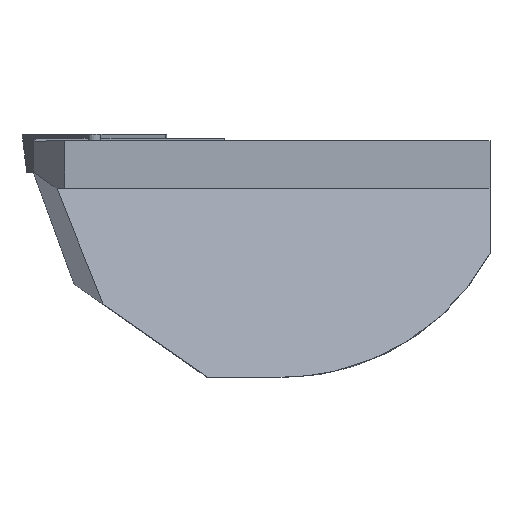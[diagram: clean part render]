
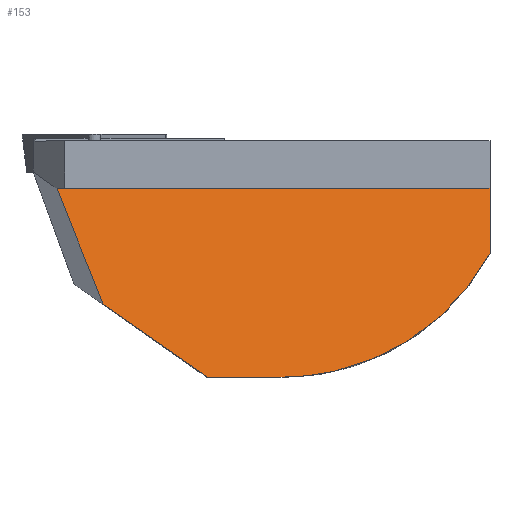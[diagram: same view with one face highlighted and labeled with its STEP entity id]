
A CAD part, top view. The second image highlights one B-rep face of the part: STEP entity #153.
In plain terms, the highlighted planar face has unit normal (0, 0.259, 0.966).
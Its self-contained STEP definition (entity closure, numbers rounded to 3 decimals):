
#133=ELLIPSE('',#857,25.882,25.);
#153=ADVANCED_FACE('',(#220),#191,.F.);
#191=PLANE('',#861);
#220=FACE_OUTER_BOUND('',#249,.T.);
#249=EDGE_LOOP('',(#402,#403,#404,#405,#406,#407,#408));
#402=ORIENTED_EDGE('',*,*,#597,.F.);
#403=ORIENTED_EDGE('',*,*,#577,.F.);
#404=ORIENTED_EDGE('',*,*,#602,.T.);
#405=ORIENTED_EDGE('',*,*,#581,.F.);
#406=ORIENTED_EDGE('',*,*,#594,.F.);
#407=ORIENTED_EDGE('',*,*,#600,.F.);
#408=ORIENTED_EDGE('',*,*,#601,.F.);
#506=VERTEX_POINT('',#1189);
#507=VERTEX_POINT('',#1191);
#509=VERTEX_POINT('',#1197);
#511=VERTEX_POINT('',#1200);
#517=VERTEX_POINT('',#1223);
#518=VERTEX_POINT('',#1227);
#520=VERTEX_POINT('',#1235);
#577=EDGE_CURVE('',#506,#507,#665,.T.);
#581=EDGE_CURVE('',#509,#511,#669,.T.);
#594=EDGE_CURVE('',#517,#509,#679,.T.);
#597=EDGE_CURVE('',#507,#518,#682,.T.);
#600=EDGE_CURVE('',#520,#517,#133,.T.);
#601=EDGE_CURVE('',#518,#520,#685,.T.);
#602=EDGE_CURVE('',#506,#511,#686,.T.);
#665=LINE('',#1190,#733);
#669=LINE('',#1199,#737);
#679=LINE('',#1224,#747);
#682=LINE('',#1230,#750);
#685=LINE('',#1238,#753);
#686=LINE('',#1240,#754);
#733=VECTOR('',#961,1.);
#737=VECTOR('',#967,1.);
#747=VECTOR('',#993,1.);
#750=VECTOR('',#998,1.);
#753=VECTOR('',#1009,1.);
#754=VECTOR('',#1012,1.);
#857=AXIS2_PLACEMENT_3D('',#1236,#1005,#1006);
#861=AXIS2_PLACEMENT_3D('',#1242,#1015,#1016);
#961=DIRECTION('',(-0.046,0.965,-0.259));
#967=DIRECTION('',(-0.81,0.567,-0.152));
#993=DIRECTION('',(-1.,0.,0.));
#998=DIRECTION('',(1.,0.,0.));
#1005=DIRECTION('',(0.,-0.259,-0.966));
#1006=DIRECTION('',(0.,-0.966,0.259));
#1009=DIRECTION('',(0.,-0.966,0.259));
#1012=DIRECTION('',(0.36,-0.901,0.242));
#1015=DIRECTION('',(0.,-0.259,-0.966));
#1016=DIRECTION('',(0.,0.966,-0.259));
#1189=CARTESIAN_POINT('',(-23.788,-5.057,0.015));
#1190=CARTESIAN_POINT('',(-26.575,53.926,-15.789));
#1191=CARTESIAN_POINT('',(-23.791,-5.,0.));
#1197=CARTESIAN_POINT('',(-7.9,-25.,5.359));
#1199=CARTESIAN_POINT('',(-7.386,-25.36,5.455));
#1200=CARTESIAN_POINT('',(-18.906,-17.294,3.294));
#1223=CARTESIAN_POINT('',(0.,-25.,5.359));
#1224=CARTESIAN_POINT('',(-100.,-25.,5.359));
#1227=CARTESIAN_POINT('',(22.,-5.,0.));
#1230=CARTESIAN_POINT('',(-26.5,-5.,0.));
#1235=CARTESIAN_POINT('',(22.,-11.874,1.842));
#1236=CARTESIAN_POINT('',(0.,0.,-1.34));
#1238=CARTESIAN_POINT('',(22.,12.165,-4.599));
#1240=CARTESIAN_POINT('',(-11.112,-36.827,8.528));
#1242=CARTESIAN_POINT('',(-26.5,-26.647,5.8));
